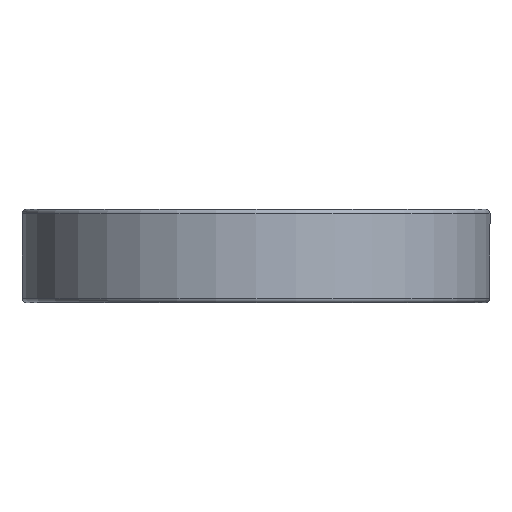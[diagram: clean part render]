
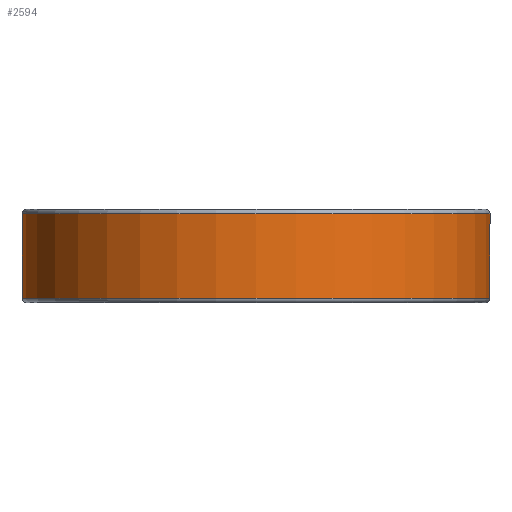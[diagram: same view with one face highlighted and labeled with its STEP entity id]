
A CAD part, left-side view. The second image highlights one B-rep face of the part: STEP entity #2594.
In plain terms, the highlighted cylindrical face has radius 15.875 mm (diameter 31.75 mm), a partial arc.
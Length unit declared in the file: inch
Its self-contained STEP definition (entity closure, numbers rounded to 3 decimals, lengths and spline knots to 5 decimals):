
#838=DIRECTION('',(0.,0.,-1.));
#839=VECTOR('',#838,0.226);
#840=CARTESIAN_POINT('',(0.46585,0.41667,-0.012));
#841=LINE('',#840,#839);
#856=CARTESIAN_POINT('',(0.,0.,-0.012));
#857=DIRECTION('',(0.,0.,1.));
#858=DIRECTION('',(0.745,0.667,0.));
#859=AXIS2_PLACEMENT_3D('',#856,#857,#858);
#880=DIRECTION('',(0.,0.,-1.));
#881=VECTOR('',#880,0.226);
#882=CARTESIAN_POINT('',(0.46585,-0.41667,-0.012));
#883=LINE('',#882,#881);
#940=CARTESIAN_POINT('',(0.,0.,-0.238));
#941=DIRECTION('',(0.,0.,-1.));
#942=DIRECTION('',(0.745,-0.667,0.));
#943=AXIS2_PLACEMENT_3D('',#940,#941,#942);
#1312=CARTESIAN_POINT('',(0.46585,0.41667,-0.012));
#1313=VERTEX_POINT('',#1312);
#1314=CARTESIAN_POINT('',(0.46585,-0.41667,-0.012));
#1315=VERTEX_POINT('',#1314);
#1358=CARTESIAN_POINT('',(0.46585,-0.41667,-0.238));
#1359=VERTEX_POINT('',#1358);
#1362=CARTESIAN_POINT('',(0.46585,0.41667,-0.238));
#1363=VERTEX_POINT('',#1362);
#2581=CARTESIAN_POINT('',(0.,0.,0.));
#2582=DIRECTION('',(0.,0.,-1.));
#2583=DIRECTION('',(-1.,0.,0.));
#2584=AXIS2_PLACEMENT_3D('',#2581,#2582,#2583);
#2585=CYLINDRICAL_SURFACE('',#2584,0.625);
#2586=ORIENTED_EDGE('',*,*,#2572,.T.);
#2588=ORIENTED_EDGE('',*,*,#2587,.T.);
#2590=ORIENTED_EDGE('',*,*,#2589,.T.);
#2591=ORIENTED_EDGE('',*,*,#2546,.F.);
#2592=EDGE_LOOP('',(#2586,#2588,#2590,#2591));
#2593=FACE_OUTER_BOUND('',#2592,.F.);
#2594=ADVANCED_FACE('',(#2593),#2585,.T.);
#860=CIRCLE('',#859,0.625);
#944=CIRCLE('',#943,0.625);
#2546=EDGE_CURVE('',#1313,#1363,#841,.T.);
#2572=EDGE_CURVE('',#1313,#1315,#860,.T.);
#2587=EDGE_CURVE('',#1315,#1359,#883,.T.);
#2589=EDGE_CURVE('',#1359,#1363,#944,.T.);
